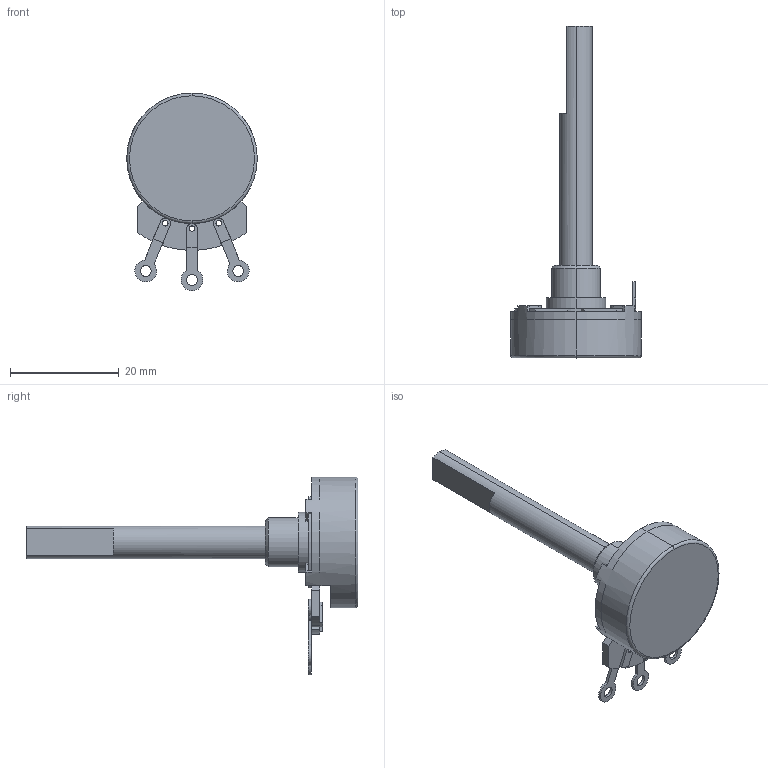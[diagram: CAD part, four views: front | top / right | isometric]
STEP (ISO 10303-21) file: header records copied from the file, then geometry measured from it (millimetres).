
FILE_DESCRIPTION (( 'STEP AP214' ), '1' );
FILE_NAME ('pot.STEP', '2015-05-16T14:32:30', ( '' ), ( '' ), 'SwSTEP 2.0', 'SolidWorks 2014', '' );
FILE_SCHEMA (( 'AUTOMOTIVE_DESIGN' ));
Length unit declared in the file: millimetre
Products named in the file (1): pot
Bounding box: 24 x 61.01 x 36.37 mm (x, y, z)
Volume: 3224.4 mm3; surface area: 5451.5 mm2
Topology: 5 solids, 5 shells, 176 faces, 474 edges, 308 vertices
Faces by surface type: plane 110, cylinder 62, cone 2, torus 2
Entity records: 7488 total; most frequent: DIRECTION 984, CARTESIAN_POINT 959, ORIENTED_EDGE 948, EDGE_CURVE 474, AXIS2_PLACEMENT_3D 333, VECTOR 318, LINE 318, VERTEX_POINT 308
